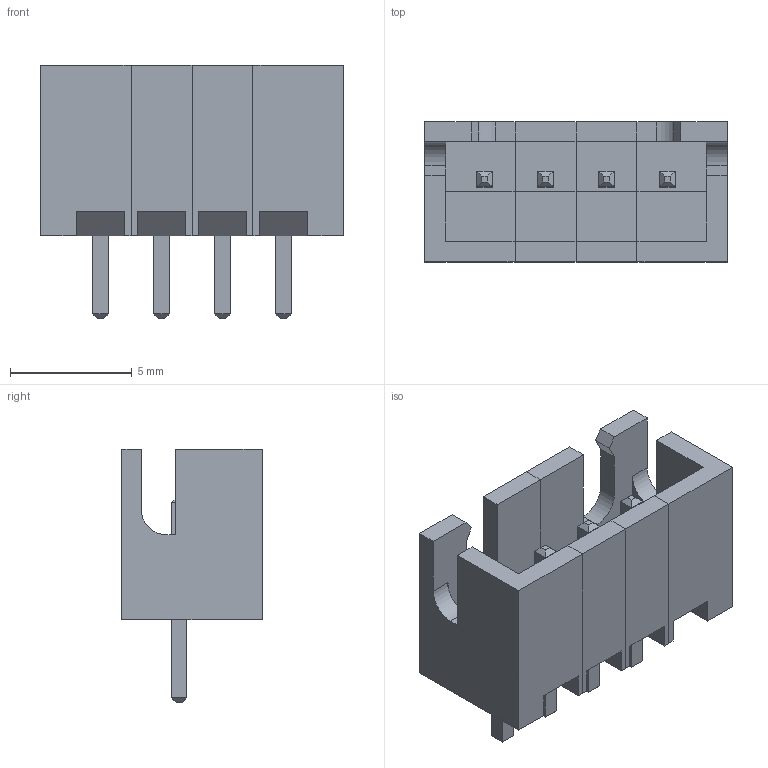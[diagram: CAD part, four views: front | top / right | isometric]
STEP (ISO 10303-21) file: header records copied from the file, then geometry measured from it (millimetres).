
FILE_DESCRIPTION(('FreeCAD Model'),'2;1');
FILE_NAME('Open CASCADE Shape Model','2023-06-24T16:31:10',(''),(''), 'Open CASCADE STEP processor 7.6','FreeCAD','Unknown');
FILE_SCHEMA(('AUTOMOTIVE_DESIGN { 1 0 10303 214 1 1 1 1 }'));
Length unit declared in the file: millimetre
Products named in the file (4): User Library-B4B-XH; Imported; Imported_2; Imported_3
Assembly tree (4 placements, depth 2):
  User Library-B4B-XH
    Imported
    Imported_2  x2
    Imported_3
Bounding box: 12.4 x 5.75 x 10.4 mm (x, y, z)
Volume: 249.7 mm3; surface area: 698.4 mm2
Topology: 4 solids, 4 shells, 162 faces, 406 edges, 260 vertices
Faces by surface type: plane 158, cylinder 4
Entity records: 4297 total; most frequent: CARTESIAN_POINT 653, ORIENTED_EDGE 636, DIRECTION 588, EDGE_CURVE 318, LINE 310, VECTOR 310, VERTEX_POINT 204, AXIS2_PLACEMENT_3D 139
